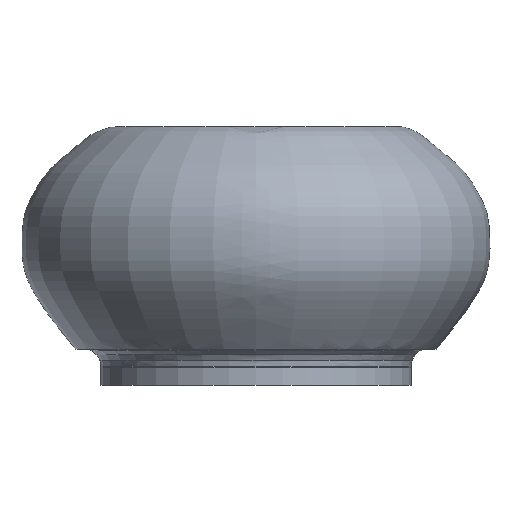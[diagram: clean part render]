
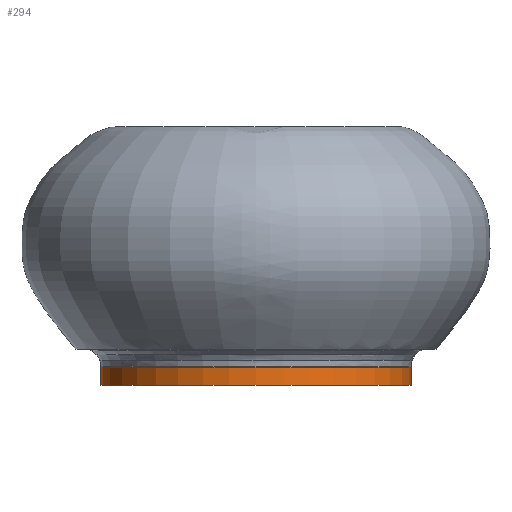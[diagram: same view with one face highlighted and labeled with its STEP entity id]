
A CAD part, front view. The second image highlights one B-rep face of the part: STEP entity #294.
In plain terms, the highlighted conical face has half-angle 0.047 degrees and reference radius 1.39 mm.
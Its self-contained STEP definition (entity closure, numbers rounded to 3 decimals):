
#44=LINE('',#2085,#52);
#52=VECTOR('',#429,1.39);
#60=CONICAL_SURFACE('',#346,1.39,0.001);
#72=FACE_OUTER_BOUND('',#90,.T.);
#90=EDGE_LOOP('',(#251,#252,#253,#254,#255));
#116=CIRCLE('',#345,1.39);
#117=CIRCLE('',#347,1.39);
#118=CIRCLE('',#348,1.39);
#142=VERTEX_POINT('',#2077);
#143=VERTEX_POINT('',#2081);
#144=VERTEX_POINT('',#2082);
#179=EDGE_CURVE('',#142,#142,#116,.T.);
#180=EDGE_CURVE('',#143,#144,#117,.T.);
#181=EDGE_CURVE('',#144,#143,#118,.T.);
#182=EDGE_CURVE('',#144,#142,#44,.T.);
#251=ORIENTED_EDGE('',*,*,#180,.F.);
#252=ORIENTED_EDGE('',*,*,#181,.F.);
#253=ORIENTED_EDGE('',*,*,#182,.T.);
#254=ORIENTED_EDGE('',*,*,#179,.T.);
#255=ORIENTED_EDGE('',*,*,#182,.F.);
#294=ADVANCED_FACE('',(#72),#60,.T.);
#345=AXIS2_PLACEMENT_3D('',#2079,#421,#422);
#346=AXIS2_PLACEMENT_3D('',#2080,#423,#424);
#347=AXIS2_PLACEMENT_3D('',#2083,#425,#426);
#348=AXIS2_PLACEMENT_3D('',#2084,#427,#428);
#421=DIRECTION('center_axis',(0.,0.,1.));
#422=DIRECTION('ref_axis',(1.,0.,0.));
#423=DIRECTION('center_axis',(0.,0.,1.));
#424=DIRECTION('ref_axis',(1.,0.,0.));
#425=DIRECTION('center_axis',(0.,0.,1.));
#426=DIRECTION('ref_axis',(1.,0.,0.));
#427=DIRECTION('center_axis',(0.,0.,1.));
#428=DIRECTION('ref_axis',(1.,0.,0.));
#429=DIRECTION('',(0.001,0.,-1.));
#2077=CARTESIAN_POINT('',(-1.39,0.,-1.141));
#2079=CARTESIAN_POINT('Origin',(0.,0.,-1.141));
#2080=CARTESIAN_POINT('Origin',(0.,0.,-1.06));
#2081=CARTESIAN_POINT('',(1.39,0.,-0.979));
#2082=CARTESIAN_POINT('',(-1.39,0.,-0.979));
#2083=CARTESIAN_POINT('Origin',(0.,0.,-0.979));
#2084=CARTESIAN_POINT('Origin',(0.,0.,-0.979));
#2085=CARTESIAN_POINT('',(-1.39,0.,-1.06));
